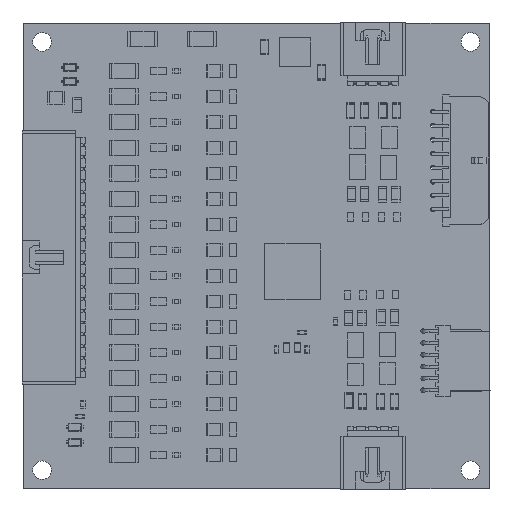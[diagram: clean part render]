
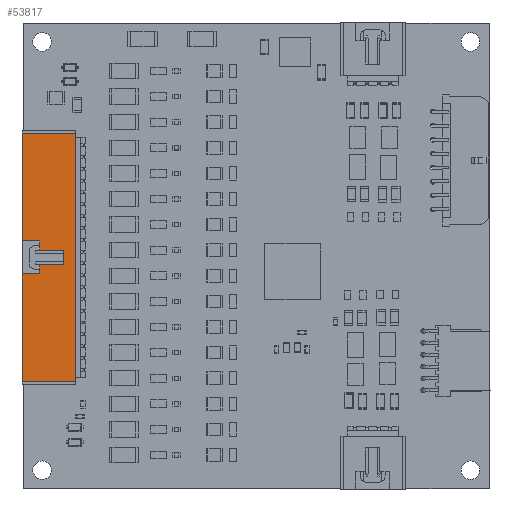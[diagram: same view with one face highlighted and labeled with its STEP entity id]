
A CAD part, top view. The second image highlights one B-rep face of the part: STEP entity #53817.
In plain terms, the highlighted face is planar.
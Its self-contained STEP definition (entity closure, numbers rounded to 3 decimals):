
#40584 = VERTEX_POINT('',#40585);
#40585 = CARTESIAN_POINT('',(26.67,2.54,-5.715));
#40591 = EDGE_CURVE('',#40592,#40584,#40594,.T.);
#40592 = VERTEX_POINT('',#40593);
#40593 = CARTESIAN_POINT('',(-26.67,2.54,-5.715));
#40594 = LINE('',#40595,#40596);
#40595 = CARTESIAN_POINT('',(-26.67,2.54,-5.715));
#40596 = VECTOR('',#40597,1.);
#40597 = DIRECTION('',(1.,0.,0.));
#41714 = VERTEX_POINT('',#41715);
#41715 = CARTESIAN_POINT('',(-26.67,2.54,5.715));
#41721 = EDGE_CURVE('',#41722,#41714,#41724,.T.);
#41722 = VERTEX_POINT('',#41723);
#41723 = CARTESIAN_POINT('',(-3.556,2.54,5.715));
#41724 = LINE('',#41725,#41726);
#41725 = CARTESIAN_POINT('',(-3.556,2.54,5.715));
#41726 = VECTOR('',#41727,1.);
#41727 = DIRECTION('',(-1.,0.,0.));
#41746 = VERTEX_POINT('',#41747);
#41747 = CARTESIAN_POINT('',(3.556,2.54,5.715));
#41753 = EDGE_CURVE('',#41754,#41746,#41756,.T.);
#41754 = VERTEX_POINT('',#41755);
#41755 = CARTESIAN_POINT('',(26.67,2.54,5.715));
#41756 = LINE('',#41757,#41758);
#41757 = CARTESIAN_POINT('',(26.67,2.54,5.715));
#41758 = VECTOR('',#41759,1.);
#41759 = DIRECTION('',(-1.,0.,0.));
#41980 = VERTEX_POINT('',#41981);
#41981 = CARTESIAN_POINT('',(-1.524,2.54,-3.175));
#41987 = EDGE_CURVE('',#41980,#41988,#41990,.T.);
#41988 = VERTEX_POINT('',#41989);
#41989 = CARTESIAN_POINT('',(1.524,2.54,-3.175));
#41990 = LINE('',#41991,#41992);
#41991 = CARTESIAN_POINT('',(-1.524,2.54,-3.175));
#41992 = VECTOR('',#41993,1.);
#41993 = DIRECTION('',(1.,0.,0.));
#53789 = EDGE_CURVE('',#53790,#41988,#53792,.T.);
#53790 = VERTEX_POINT('',#53791);
#53791 = CARTESIAN_POINT('',(1.524,2.54,1.905));
#53792 = LINE('',#53793,#53794);
#53793 = CARTESIAN_POINT('',(1.524,2.54,1.905));
#53794 = VECTOR('',#53795,1.);
#53795 = DIRECTION('',(0.,0.,-1.));
#53817 = ADVANCED_FACE('',(#53818),#53889,.T.);
#53818 = FACE_BOUND('',#53819,.F.);
#53819 = EDGE_LOOP('',(#53820,#53821,#53829,#53837,#53845,#53851,#53852,
    #53858,#53859,#53865,#53866,#53874,#53882,#53888));
#53820 = ORIENTED_EDGE('',*,*,#41987,.F.);
#53821 = ORIENTED_EDGE('',*,*,#53822,.F.);
#53822 = EDGE_CURVE('',#53823,#41980,#53825,.T.);
#53823 = VERTEX_POINT('',#53824);
#53824 = CARTESIAN_POINT('',(-1.524,2.54,1.905));
#53825 = LINE('',#53826,#53827);
#53826 = CARTESIAN_POINT('',(-1.524,2.54,1.905));
#53827 = VECTOR('',#53828,1.);
#53828 = DIRECTION('',(0.,0.,-1.));
#53829 = ORIENTED_EDGE('',*,*,#53830,.F.);
#53830 = EDGE_CURVE('',#53831,#53823,#53833,.T.);
#53831 = VERTEX_POINT('',#53832);
#53832 = CARTESIAN_POINT('',(-2.794,2.54,1.905));
#53833 = LINE('',#53834,#53835);
#53834 = CARTESIAN_POINT('',(-2.794,2.54,1.905));
#53835 = VECTOR('',#53836,1.);
#53836 = DIRECTION('',(1.,0.,0.));
#53837 = ORIENTED_EDGE('',*,*,#53838,.T.);
#53838 = EDGE_CURVE('',#53831,#53839,#53841,.T.);
#53839 = VERTEX_POINT('',#53840);
#53840 = CARTESIAN_POINT('',(-3.556,2.54,1.905));
#53841 = LINE('',#53842,#53843);
#53842 = CARTESIAN_POINT('',(-2.794,2.54,1.905));
#53843 = VECTOR('',#53844,1.);
#53844 = DIRECTION('',(-1.,0.,0.));
#53845 = ORIENTED_EDGE('',*,*,#53846,.T.);
#53846 = EDGE_CURVE('',#53839,#41722,#53847,.T.);
#53847 = LINE('',#53848,#53849);
#53848 = CARTESIAN_POINT('',(-3.556,2.54,1.905));
#53849 = VECTOR('',#53850,1.);
#53850 = DIRECTION('',(0.,0.,1.));
#53851 = ORIENTED_EDGE('',*,*,#41721,.T.);
#53852 = ORIENTED_EDGE('',*,*,#53853,.F.);
#53853 = EDGE_CURVE('',#40592,#41714,#53854,.T.);
#53854 = LINE('',#53855,#53856);
#53855 = CARTESIAN_POINT('',(-26.67,2.54,-5.715));
#53856 = VECTOR('',#53857,1.);
#53857 = DIRECTION('',(0.,0.,1.));
#53858 = ORIENTED_EDGE('',*,*,#40591,.T.);
#53859 = ORIENTED_EDGE('',*,*,#53860,.T.);
#53860 = EDGE_CURVE('',#40584,#41754,#53861,.T.);
#53861 = LINE('',#53862,#53863);
#53862 = CARTESIAN_POINT('',(26.67,2.54,-5.715));
#53863 = VECTOR('',#53864,1.);
#53864 = DIRECTION('',(0.,0.,1.));
#53865 = ORIENTED_EDGE('',*,*,#41753,.T.);
#53866 = ORIENTED_EDGE('',*,*,#53867,.F.);
#53867 = EDGE_CURVE('',#53868,#41746,#53870,.T.);
#53868 = VERTEX_POINT('',#53869);
#53869 = CARTESIAN_POINT('',(3.556,2.54,1.905));
#53870 = LINE('',#53871,#53872);
#53871 = CARTESIAN_POINT('',(3.556,2.54,1.905));
#53872 = VECTOR('',#53873,1.);
#53873 = DIRECTION('',(0.,0.,1.));
#53874 = ORIENTED_EDGE('',*,*,#53875,.T.);
#53875 = EDGE_CURVE('',#53868,#53876,#53878,.T.);
#53876 = VERTEX_POINT('',#53877);
#53877 = CARTESIAN_POINT('',(2.794,2.54,1.905));
#53878 = LINE('',#53879,#53880);
#53879 = CARTESIAN_POINT('',(3.556,2.54,1.905));
#53880 = VECTOR('',#53881,1.);
#53881 = DIRECTION('',(-1.,0.,0.));
#53882 = ORIENTED_EDGE('',*,*,#53883,.F.);
#53883 = EDGE_CURVE('',#53790,#53876,#53884,.T.);
#53884 = LINE('',#53885,#53886);
#53885 = CARTESIAN_POINT('',(1.524,2.54,1.905));
#53886 = VECTOR('',#53887,1.);
#53887 = DIRECTION('',(1.,0.,0.));
#53888 = ORIENTED_EDGE('',*,*,#53789,.T.);
#53889 = PLANE('',#53890);
#53890 = AXIS2_PLACEMENT_3D('',#53891,#53892,#53893);
#53891 = CARTESIAN_POINT('',(26.67,2.54,-5.715));
#53892 = DIRECTION('',(0.,1.,0.));
#53893 = DIRECTION('',(-1.,0.,0.));
